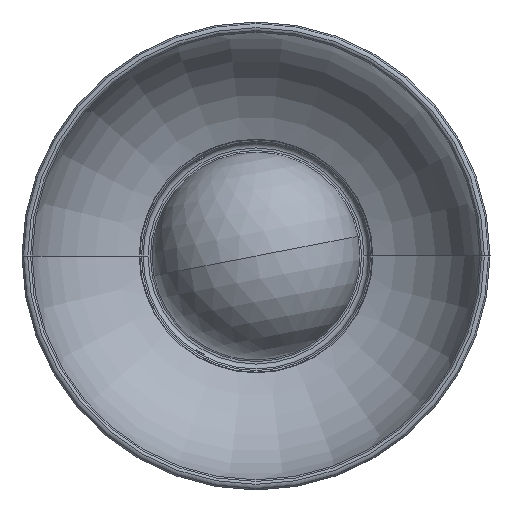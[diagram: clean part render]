
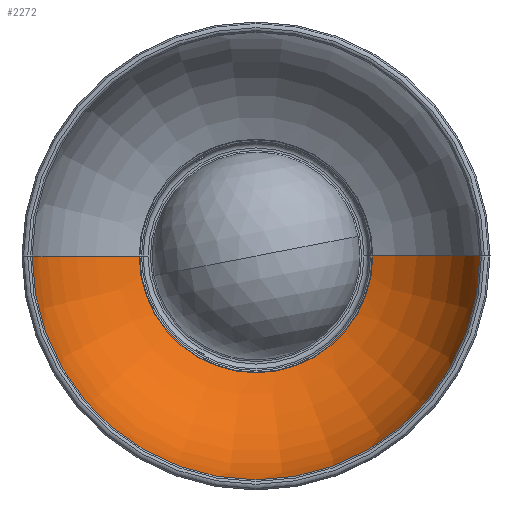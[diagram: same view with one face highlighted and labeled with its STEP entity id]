
A CAD part, front view. The second image highlights one B-rep face of the part: STEP entity #2272.
In plain terms, the highlighted toroidal (fillet/blend) face has major radius 37.131 mm and minor radius 100.74 mm.
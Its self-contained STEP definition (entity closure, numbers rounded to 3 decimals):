
#461 = FACE_OUTER_BOUND ( 'NONE', #3796, .T. ) ;
#949 = CARTESIAN_POINT ( 'NONE',  ( 6622.76, 3506.898, 0. ) ) ;
#1076 = ORIENTED_EDGE ( 'NONE', *, *, #3266, .F. ) ;
#1250 = DIRECTION ( 'NONE',  ( 0., 1., 0. ) ) ;
#1303 = DIRECTION ( 'NONE',  ( 0., 0., 1. ) ) ;
#1562 = CIRCLE ( 'NONE', #4922, 100.74 ) ;
#1705 = ORIENTED_EDGE ( 'NONE', *, *, #7076, .F. ) ;
#2177 = TOROIDAL_SURFACE ( 'NONE', #3350, 37.131, 100.74 ) ;
#2272 = ADVANCED_FACE ( 'NONE', ( #461 ), #2177, .F. ) ;
#2372 = CARTESIAN_POINT ( 'NONE',  ( 6556.979, 3426.856, 0. ) ) ;
#2420 = CARTESIAN_POINT ( 'NONE',  ( 6693.751, 3426.856, 0. ) ) ;
#2814 = ORIENTED_EDGE ( 'NONE', *, *, #3311, .T. ) ;
#2997 = DIRECTION ( 'NONE',  ( -1., 0., 0. ) ) ;
#3203 = DIRECTION ( 'NONE',  ( 0., 0., -1. ) ) ;
#3253 = DIRECTION ( 'NONE',  ( 0., 1., 0. ) ) ;
#3266 = EDGE_CURVE ( 'NONE', #4042, #5672, #4841, .T. ) ;
#3311 = EDGE_CURVE ( 'NONE', #4042, #5151, #1562, .T. ) ;
#3350 = AXIS2_PLACEMENT_3D ( 'NONE', #3567, #1250, #5300 ) ;
#3380 = AXIS2_PLACEMENT_3D ( 'NONE', #2420, #6472, #2997 ) ;
#3567 = CARTESIAN_POINT ( 'NONE',  ( 6693.751, 3412.019, 0. ) ) ;
#3632 = EDGE_CURVE ( 'NONE', #5151, #4957, #3683, .T. ) ;
#3683 = CIRCLE ( 'NONE', #4798, 70.992 ) ;
#3796 = EDGE_LOOP ( 'NONE', ( #1076, #2814, #7067, #1705 ) ) ;
#4042 = VERTEX_POINT ( 'NONE', #4220 ) ;
#4220 = CARTESIAN_POINT ( 'NONE',  ( 6830.523, 3426.856, 0. ) ) ;
#4781 = CARTESIAN_POINT ( 'NONE',  ( 6730.882, 3412.019, 0. ) ) ;
#4798 = AXIS2_PLACEMENT_3D ( 'NONE', #6721, #3253, #7302 ) ;
#4841 = CIRCLE ( 'NONE', #3380, 136.772 ) ;
#4918 = CIRCLE ( 'NONE', #5904, 100.74 ) ;
#4922 = AXIS2_PLACEMENT_3D ( 'NONE', #4781, #1303, #5363 ) ;
#4957 = VERTEX_POINT ( 'NONE', #949 ) ;
#5151 = VERTEX_POINT ( 'NONE', #6296 ) ;
#5300 = DIRECTION ( 'NONE',  ( -1., 0., 0. ) ) ;
#5363 = DIRECTION ( 'NONE',  ( 1., 0., 0. ) ) ;
#5672 = VERTEX_POINT ( 'NONE', #2372 ) ;
#5904 = AXIS2_PLACEMENT_3D ( 'NONE', #6676, #3203, #7265 ) ;
#6296 = CARTESIAN_POINT ( 'NONE',  ( 6764.743, 3506.898, 0. ) ) ;
#6472 = DIRECTION ( 'NONE',  ( 0., 1., 0. ) ) ;
#6676 = CARTESIAN_POINT ( 'NONE',  ( 6656.62, 3412.019, 0. ) ) ;
#6721 = CARTESIAN_POINT ( 'NONE',  ( 6693.751, 3506.898, 0. ) ) ;
#7067 = ORIENTED_EDGE ( 'NONE', *, *, #3632, .T. ) ;
#7076 = EDGE_CURVE ( 'NONE', #5672, #4957, #4918, .T. ) ;
#7265 = DIRECTION ( 'NONE',  ( -1., 0., 0. ) ) ;
#7302 = DIRECTION ( 'NONE',  ( -1., 0., 0. ) ) ;
